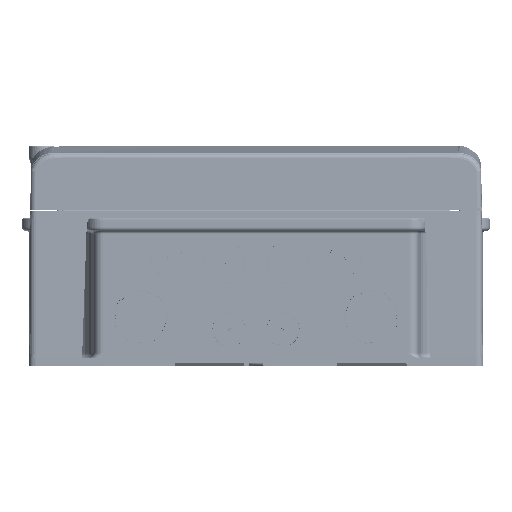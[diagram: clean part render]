
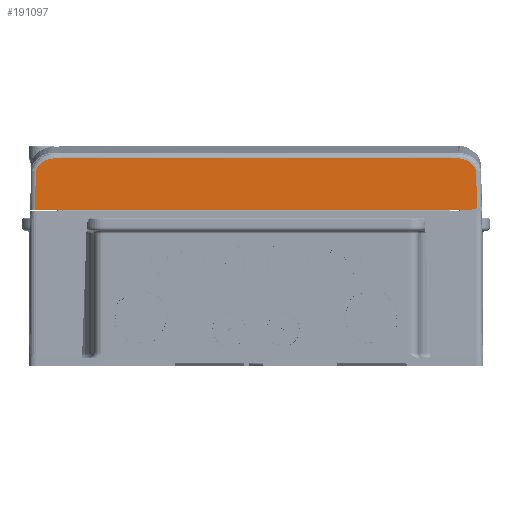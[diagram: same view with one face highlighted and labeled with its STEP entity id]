
A CAD part, front view. The second image highlights one B-rep face of the part: STEP entity #191097.
In plain terms, the highlighted planar face has unit normal (0, -1, 0.009).
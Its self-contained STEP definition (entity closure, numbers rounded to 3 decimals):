
#1781 = CARTESIAN_POINT ( 'NONE',  ( -40.959, -141.443, 123.646 ) ) ;
#2154 = EDGE_CURVE ( 'NONE', #24250, #135837, #328626, .T. ) ;
#4520 = CARTESIAN_POINT ( 'NONE',  ( 128.621, -141.457, 121.997 ) ) ;
#5296 = CARTESIAN_POINT ( 'NONE',  ( 40.959, -141.443, 123.646 ) ) ;
#15785 = B_SPLINE_CURVE_WITH_KNOTS ( 'NONE', 3,
 ( #291349, #102619, #240150, #49679, #153792, #264885, #23152, #342599, #181967, #99172, #158985, #21433, #206709, #238394, #100923, #289591, #47938, #346040, #314362, #211905 ),
 .UNSPECIFIED., .F., .F.,
 ( 4, 2, 2, 2, 2, 2, 2, 2, 2, 4 ),
 ( 0., 0.004, 0.004, 0.005, 0.007, 0.009, 0.011, 0.012, 0.013, 0.014 ),
 .UNSPECIFIED. ) ;
#21433 = CARTESIAN_POINT ( 'NONE',  ( -131.466, -141.476, 119.813 ) ) ;
#21652 = PLANE ( 'NONE',  #225982 ) ;
#23152 = CARTESIAN_POINT ( 'NONE',  ( -127.816, -141.454, 122.39 ) ) ;
#24250 = VERTEX_POINT ( 'NONE', #90324 ) ;
#34495 = CARTESIAN_POINT ( 'NONE',  ( 126.984, -141.451, 122.733 ) ) ;
#47453 = VERTEX_POINT ( 'NONE', #108303 ) ;
#47938 = CARTESIAN_POINT ( 'NONE',  ( -133.093, -141.495, 117.669 ) ) ;
#49679 = CARTESIAN_POINT ( 'NONE',  ( -126.698, -141.45, 122.835 ) ) ;
#51373 = CARTESIAN_POINT ( 'NONE',  ( 137.219, -141.719, 92. ) ) ;
#56481 = VERTEX_POINT ( 'NONE', #88972 ) ;
#78601 = VERTEX_POINT ( 'NONE', #212783 ) ;
#81390 = CARTESIAN_POINT ( 'NONE',  ( -122.876, -141.444, 123.469 ) ) ;
#85152 = LINE ( 'NONE', #303774, #323409 ) ;
#85751 = CARTESIAN_POINT ( 'NONE',  ( 132.934, -141.493, 117.927 ) ) ;
#88972 = CARTESIAN_POINT ( 'NONE',  ( 134.21, -141.71, 93.05 ) ) ;
#90324 = CARTESIAN_POINT ( 'NONE',  ( -134.012, -141.512, 115.773 ) ) ;
#91999 = EDGE_CURVE ( 'NONE', #56481, #47453, #85152, .T. ) ;
#92722 = CARTESIAN_POINT ( 'NONE',  ( 134.012, -141.512, 115.773 ) ) ;
#99172 = CARTESIAN_POINT ( 'NONE',  ( -130.121, -141.466, 121.015 ) ) ;
#100923 = CARTESIAN_POINT ( 'NONE',  ( -132.599, -141.488, 118.426 ) ) ;
#102619 = CARTESIAN_POINT ( 'NONE',  ( -124.085, -141.444, 123.466 ) ) ;
#104357 = DIRECTION ( 'NONE',  ( 1., 0., 0. ) ) ;
#106320 = DIRECTION ( 'NONE',  ( 0., 0.009, 1. ) ) ;
#108303 = CARTESIAN_POINT ( 'NONE',  ( 134.012, -141.512, 115.773 ) ) ;
#110575 = DIRECTION ( 'NONE',  ( 0.97, 0.002, 0.243 ) ) ;
#112245 = CARTESIAN_POINT ( 'NONE',  ( 133.093, -141.495, 117.669 ) ) ;
#116514 = EDGE_CURVE ( 'NONE', #47453, #78601, #181224, .T. ) ;
#117188 = ORIENTED_EDGE ( 'NONE', *, *, #341759, .T. ) ;
#120956 = ORIENTED_EDGE ( 'NONE', *, *, #220876, .T. ) ;
#135837 = VERTEX_POINT ( 'NONE', #200706 ) ;
#135847 = ORIENTED_EDGE ( 'NONE', *, *, #91999, .T. ) ;
#139412 = ORIENTED_EDGE ( 'NONE', *, *, #272918, .T. ) ;
#143903 = CARTESIAN_POINT ( 'NONE',  ( 129.136, -141.46, 121.696 ) ) ;
#147378 = CARTESIAN_POINT ( 'NONE',  ( 131.869, -141.48, 119.373 ) ) ;
#153792 = CARTESIAN_POINT ( 'NONE',  ( -126.984, -141.451, 122.733 ) ) ;
#155772 = FACE_OUTER_BOUND ( 'NONE', #245876, .T. ) ;
#158938 = EDGE_CURVE ( 'NONE', #135837, #258941, #158988, .T. ) ;
#158985 = CARTESIAN_POINT ( 'NONE',  ( -130.595, -141.469, 120.633 ) ) ;
#158988 = LINE ( 'NONE', #51373, #324603 ) ;
#169733 = DIRECTION ( 'NONE',  ( -0.009, 0.009, 1. ) ) ;
#169844 = DIRECTION ( 'NONE',  ( -0.009, -0.009, -1. ) ) ;
#170343 = CARTESIAN_POINT ( 'NONE',  ( 133.796, -141.507, 116.338 ) ) ;
#172107 = CARTESIAN_POINT ( 'NONE',  ( 125.264, -141.446, 123.284 ) ) ;
#173864 = CARTESIAN_POINT ( 'NONE',  ( 127.816, -141.454, 122.39 ) ) ;
#181224 = B_SPLINE_CURVE_WITH_KNOTS ( 'NONE', 3,
 ( #92722, #170343, #307897, #112245, #85751, #195027, #327399, #147378, #304399, #253239, #200270, #143903, #4520, #173864, #281450, #34495, #193277, #172107, #330913, #334365 ),
 .UNSPECIFIED., .F., .F.,
 ( 4, 2, 2, 2, 2, 2, 2, 2, 2, 4 ),
 ( 0., 0.002, 0.003, 0.004, 0.005, 0.007, 0.009, 0.01, 0.011, 0.014 ),
 .UNSPECIFIED. ) ;
#181967 = CARTESIAN_POINT ( 'NONE',  ( -129.136, -141.46, 121.696 ) ) ;
#184710 = LINE ( 'NONE', #322231, #292183 ) ;
#187355 = VECTOR ( 'NONE', #169844, 1000. ) ;
#187422 = ORIENTED_EDGE ( 'NONE', *, *, #116514, .T. ) ;
#191097 = ADVANCED_FACE ( 'NONE', ( #155772 ), #21652, .T. ) ;
#193277 = CARTESIAN_POINT ( 'NONE',  ( 126.698, -141.45, 122.835 ) ) ;
#195027 = CARTESIAN_POINT ( 'NONE',  ( 132.599, -141.488, 118.426 ) ) ;
#200270 = CARTESIAN_POINT ( 'NONE',  ( 130.121, -141.466, 121.015 ) ) ;
#200706 = CARTESIAN_POINT ( 'NONE',  ( -134.219, -141.719, 92. ) ) ;
#201093 = ORIENTED_EDGE ( 'NONE', *, *, #158938, .T. ) ;
#206709 = CARTESIAN_POINT ( 'NONE',  ( -131.869, -141.48, 119.373 ) ) ;
#211905 = CARTESIAN_POINT ( 'NONE',  ( -134.012, -141.512, 115.773 ) ) ;
#212783 = CARTESIAN_POINT ( 'NONE',  ( 122.876, -141.444, 123.469 ) ) ;
#220876 = EDGE_CURVE ( 'NONE', #258941, #56481, #184710, .T. ) ;
#225982 = AXIS2_PLACEMENT_3D ( 'NONE', #348004, #263359, #106320 ) ;
#238394 = CARTESIAN_POINT ( 'NONE',  ( -132.422, -141.486, 118.669 ) ) ;
#240150 = CARTESIAN_POINT ( 'NONE',  ( -125.264, -141.446, 123.284 ) ) ;
#245876 = EDGE_LOOP ( 'NONE', ( #201093, #120956, #135847, #187422, #117188, #139412, #297993 ) ) ;
#246728 = CARTESIAN_POINT ( 'NONE',  ( 130.019, -141.719, 92. ) ) ;
#248775 = CARTESIAN_POINT ( 'NONE',  ( 122.876, -141.444, 123.469 ) ) ;
#253239 = CARTESIAN_POINT ( 'NONE',  ( 130.595, -141.469, 120.633 ) ) ;
#258941 = VERTEX_POINT ( 'NONE', #246728 ) ;
#263359 = DIRECTION ( 'NONE',  ( 0., -1., 0.009 ) ) ;
#264385 = B_SPLINE_CURVE_WITH_KNOTS ( 'NONE', 3,
 ( #248775, #5296, #1781, #299923 ),
 .UNSPECIFIED., .F., .F.,
 ( 4, 4 ),
 ( 0., 0.246 ),
 .UNSPECIFIED. ) ;
#264885 = CARTESIAN_POINT ( 'NONE',  ( -127.543, -141.453, 122.511 ) ) ;
#272918 = EDGE_CURVE ( 'NONE', #339247, #24250, #15785, .T. ) ;
#281450 = CARTESIAN_POINT ( 'NONE',  ( 127.543, -141.453, 122.511 ) ) ;
#289591 = CARTESIAN_POINT ( 'NONE',  ( -132.934, -141.493, 117.927 ) ) ;
#291349 = CARTESIAN_POINT ( 'NONE',  ( -122.876, -141.444, 123.469 ) ) ;
#292183 = VECTOR ( 'NONE', #110575, 1000. ) ;
#297993 = ORIENTED_EDGE ( 'NONE', *, *, #2154, .T. ) ;
#299923 = CARTESIAN_POINT ( 'NONE',  ( -122.876, -141.444, 123.469 ) ) ;
#303774 = CARTESIAN_POINT ( 'NONE',  ( 134.219, -141.719, 91.974 ) ) ;
#304399 = CARTESIAN_POINT ( 'NONE',  ( 131.467, -141.476, 119.813 ) ) ;
#307897 = CARTESIAN_POINT ( 'NONE',  ( 133.539, -141.502, 116.883 ) ) ;
#314362 = CARTESIAN_POINT ( 'NONE',  ( -133.796, -141.507, 116.338 ) ) ;
#322231 = CARTESIAN_POINT ( 'NONE',  ( 136.794, -141.704, 93.697 ) ) ;
#323409 = VECTOR ( 'NONE', #169733, 1000. ) ;
#324603 = VECTOR ( 'NONE', #104357, 1000. ) ;
#327399 = CARTESIAN_POINT ( 'NONE',  ( 132.423, -141.486, 118.669 ) ) ;
#328626 = LINE ( 'NONE', #330400, #187355 ) ;
#330400 = CARTESIAN_POINT ( 'NONE',  ( -134.199, -141.698, 94.368 ) ) ;
#330913 = CARTESIAN_POINT ( 'NONE',  ( 124.085, -141.444, 123.466 ) ) ;
#334365 = CARTESIAN_POINT ( 'NONE',  ( 122.876, -141.444, 123.469 ) ) ;
#339247 = VERTEX_POINT ( 'NONE', #81390 ) ;
#341759 = EDGE_CURVE ( 'NONE', #78601, #339247, #264385, .T. ) ;
#342599 = CARTESIAN_POINT ( 'NONE',  ( -128.621, -141.457, 121.997 ) ) ;
#346040 = CARTESIAN_POINT ( 'NONE',  ( -133.539, -141.502, 116.883 ) ) ;
#348004 = CARTESIAN_POINT ( 'NONE',  ( 137.219, -141.719, 92. ) ) ;
